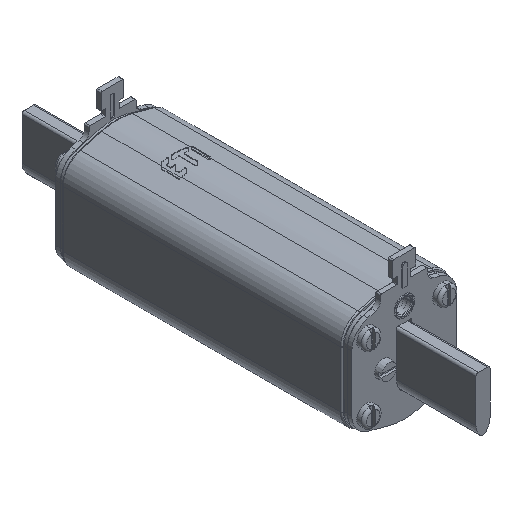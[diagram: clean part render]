
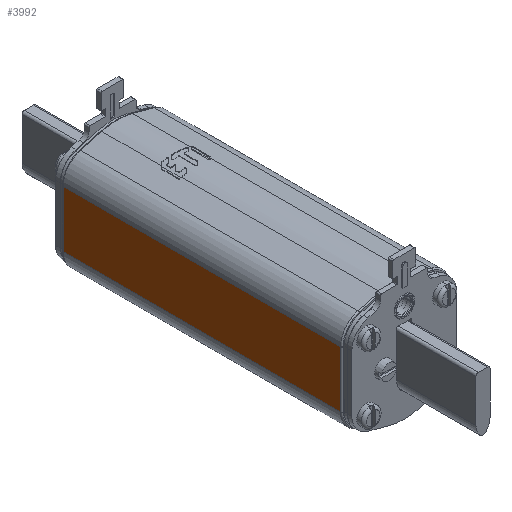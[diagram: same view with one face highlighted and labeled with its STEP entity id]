
A CAD part, isometric view. The second image highlights one B-rep face of the part: STEP entity #3992.
In plain terms, the highlighted face is planar.
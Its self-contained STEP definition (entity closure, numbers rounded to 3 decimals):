
#463=DIRECTION('',(0.,0.,-1.));
#464=VECTOR('',#463,24.);
#465=CARTESIAN_POINT('',(-59.,-23.,12.));
#466=LINE('',#465,#464);
#477=DIRECTION('',(0.,0.,1.));
#478=VECTOR('',#477,24.);
#479=CARTESIAN_POINT('',(59.,-23.,-12.));
#480=LINE('',#479,#478);
#826=DIRECTION('',(-1.,0.,0.));
#827=VECTOR('',#826,118.);
#828=CARTESIAN_POINT('',(59.,-23.,12.));
#829=LINE('',#828,#827);
#1504=DIRECTION('',(1.,0.,0.));
#1505=VECTOR('',#1504,118.);
#1506=CARTESIAN_POINT('',(-59.,-23.,-12.));
#1507=LINE('',#1506,#1505);
#3464=CARTESIAN_POINT('',(59.,-23.,-12.));
#3465=VERTEX_POINT('',#3464);
#3484=CARTESIAN_POINT('',(59.,-23.,12.));
#3485=VERTEX_POINT('',#3484);
#3486=CARTESIAN_POINT('',(-59.,-23.,-12.));
#3487=VERTEX_POINT('',#3486);
#3488=CARTESIAN_POINT('',(-59.,-23.,12.));
#3489=VERTEX_POINT('',#3488);
#3978=CARTESIAN_POINT('',(-59.5,-23.,12.));
#3979=DIRECTION('',(0.,-1.,0.));
#3980=DIRECTION('',(0.,0.,-1.));
#3981=AXIS2_PLACEMENT_3D('',#3978,#3979,#3980);
#3982=PLANE('',#3981);
#3984=ORIENTED_EDGE('',*,*,#3983,.F.);
#3986=ORIENTED_EDGE('',*,*,#3985,.F.);
#3987=ORIENTED_EDGE('',*,*,#3972,.F.);
#3989=ORIENTED_EDGE('',*,*,#3988,.F.);
#3990=EDGE_LOOP('',(#3984,#3986,#3987,#3989));
#3991=FACE_OUTER_BOUND('',#3990,.F.);
#3972=EDGE_CURVE('',#3489,#3487,#466,.T.);
#3983=EDGE_CURVE('',#3465,#3485,#480,.T.);
#3985=EDGE_CURVE('',#3487,#3465,#1507,.T.);
#3988=EDGE_CURVE('',#3485,#3489,#829,.T.);
#3992=ADVANCED_FACE('',(#3991),#3982,.T.);
